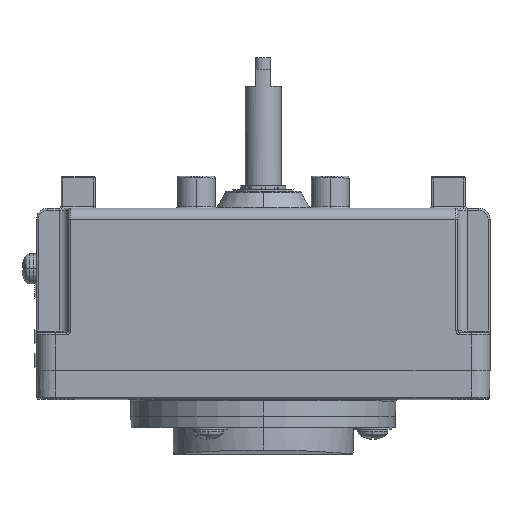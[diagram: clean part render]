
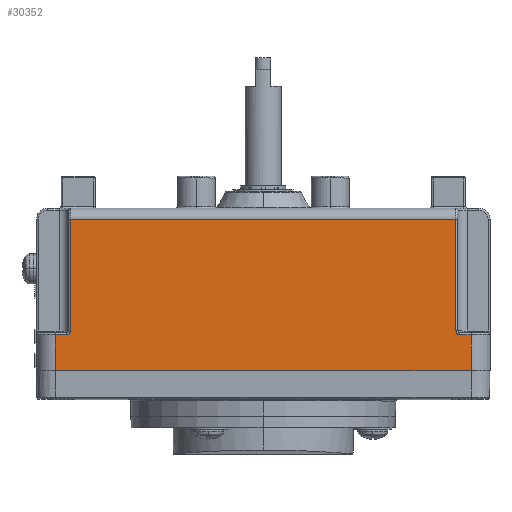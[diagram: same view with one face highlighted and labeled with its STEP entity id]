
A CAD part, top view. The second image highlights one B-rep face of the part: STEP entity #30352.
In plain terms, the highlighted planar face has unit normal (0, 0, 1).
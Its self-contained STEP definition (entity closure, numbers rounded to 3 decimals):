
#375 = PLANE ( 'NONE',  #16827 ) ;
#404 = DIRECTION ( 'NONE',  ( -1., 0., 0. ) ) ;
#790 = VECTOR ( 'NONE', #9682, 1000. ) ;
#1186 = CARTESIAN_POINT ( 'NONE',  ( 26.937, 12.5, 35.443 ) ) ;
#1384 = EDGE_CURVE ( 'NONE', #16032, #11768, #10301, .T. ) ;
#1703 = CARTESIAN_POINT ( 'NONE',  ( 26.937, 45., 35.443 ) ) ;
#1855 = CARTESIAN_POINT ( 'NONE',  ( 30.937, 45., 35.443 ) ) ;
#2372 = EDGE_CURVE ( 'NONE', #9228, #9987, #25530, .T. ) ;
#2431 = VECTOR ( 'NONE', #404, 1000. ) ;
#3148 = CARTESIAN_POINT ( 'NONE',  ( 27.937, 11.5, 35.443 ) ) ;
#3172 = ORIENTED_EDGE ( 'NONE', *, *, #5744, .T. ) ;
#4957 = VERTEX_POINT ( 'NONE', #3148 ) ;
#5117 = ORIENTED_EDGE ( 'NONE', *, *, #13154, .T. ) ;
#5222 = DIRECTION ( 'NONE',  ( -1., 0., 0. ) ) ;
#5744 = EDGE_CURVE ( 'NONE', #9228, #30336, #14591, .T. ) ;
#5768 = CARTESIAN_POINT ( 'NONE',  ( 30.937, 2., 35.443 ) ) ;
#6184 = LINE ( 'NONE', #1703, #790 ) ;
#6896 = DIRECTION ( 'NONE',  ( 0., 0., -1. ) ) ;
#6932 = VECTOR ( 'NONE', #12433, 1000. ) ;
#7754 = LINE ( 'NONE', #25615, #6932 ) ;
#8600 = VERTEX_POINT ( 'NONE', #26496 ) ;
#8809 = ORIENTED_EDGE ( 'NONE', *, *, #20337, .T. ) ;
#9050 = DIRECTION ( 'NONE',  ( 0., -1., 0. ) ) ;
#9228 = VERTEX_POINT ( 'NONE', #5768 ) ;
#9682 = DIRECTION ( 'NONE',  ( 0., 1., 0. ) ) ;
#9706 = DIRECTION ( 'NONE',  ( 0., 0., -1. ) ) ;
#9984 = VECTOR ( 'NONE', #9989, 1000. ) ;
#9987 = VERTEX_POINT ( 'NONE', #25684 ) ;
#9989 = DIRECTION ( 'NONE',  ( -1., 0., 0. ) ) ;
#10301 = CIRCLE ( 'NONE', #29977, 1. ) ;
#11005 = CARTESIAN_POINT ( 'NONE',  ( -84.063, 45., 35.443 ) ) ;
#11121 = DIRECTION ( 'NONE',  ( 0., 0., -1. ) ) ;
#11396 = EDGE_LOOP ( 'NONE', ( #3172, #5117, #32126, #23474, #30033, #26389, #17436, #26113, #8809, #25903 ) ) ;
#11768 = VERTEX_POINT ( 'NONE', #12105 ) ;
#12049 = CIRCLE ( 'NONE', #27295, 1. ) ;
#12105 = CARTESIAN_POINT ( 'NONE',  ( -76.063, 11.5, 35.443 ) ) ;
#12433 = DIRECTION ( 'NONE',  ( -1., 0., 0. ) ) ;
#12659 = CARTESIAN_POINT ( 'NONE',  ( -75.063, 45., 35.443 ) ) ;
#13154 = EDGE_CURVE ( 'NONE', #30336, #4957, #7754, .T. ) ;
#13626 = LINE ( 'NONE', #14232, #26877 ) ;
#14232 = CARTESIAN_POINT ( 'NONE',  ( -79.063, 45., 35.443 ) ) ;
#14591 = LINE ( 'NONE', #1855, #27866 ) ;
#14759 = EDGE_CURVE ( 'NONE', #15025, #16032, #28551, .T. ) ;
#14924 = EDGE_CURVE ( 'NONE', #11768, #8600, #29776, .T. ) ;
#15025 = VERTEX_POINT ( 'NONE', #22026 ) ;
#15843 = VERTEX_POINT ( 'NONE', #31748 ) ;
#16032 = VERTEX_POINT ( 'NONE', #22165 ) ;
#16185 = CARTESIAN_POINT ( 'NONE',  ( 30.937, 11.5, 35.443 ) ) ;
#16827 = AXIS2_PLACEMENT_3D ( 'NONE', #11005, #11121, #29640 ) ;
#17002 = LINE ( 'NONE', #20513, #9984 ) ;
#17436 = ORIENTED_EDGE ( 'NONE', *, *, #1384, .T. ) ;
#18892 = CARTESIAN_POINT ( 'NONE',  ( -79.063, 11.5, 35.443 ) ) ;
#19250 = EDGE_CURVE ( 'NONE', #15843, #15025, #17002, .T. ) ;
#20337 = EDGE_CURVE ( 'NONE', #8600, #9987, #13626, .T. ) ;
#20355 = VERTEX_POINT ( 'NONE', #1186 ) ;
#20513 = CARTESIAN_POINT ( 'NONE',  ( -84.063, 42., 35.443 ) ) ;
#20665 = VECTOR ( 'NONE', #31185, 1000. ) ;
#21051 = CARTESIAN_POINT ( 'NONE',  ( -84.063, 2., 35.443 ) ) ;
#21441 = EDGE_CURVE ( 'NONE', #4957, #20355, #12049, .T. ) ;
#21513 = FACE_OUTER_BOUND ( 'NONE', #11396, .T. ) ;
#22026 = CARTESIAN_POINT ( 'NONE',  ( -75.063, 42., 35.443 ) ) ;
#22165 = CARTESIAN_POINT ( 'NONE',  ( -75.063, 12.5, 35.443 ) ) ;
#22733 = CARTESIAN_POINT ( 'NONE',  ( 27.937, 12.5, 35.443 ) ) ;
#22919 = DIRECTION ( 'NONE',  ( 0., 1., 0. ) ) ;
#23474 = ORIENTED_EDGE ( 'NONE', *, *, #31028, .T. ) ;
#25378 = DIRECTION ( 'NONE',  ( -1., 0., 0. ) ) ;
#25530 = LINE ( 'NONE', #21051, #27207 ) ;
#25532 = CARTESIAN_POINT ( 'NONE',  ( -76.063, 12.5, 35.443 ) ) ;
#25615 = CARTESIAN_POINT ( 'NONE',  ( 27.937, 11.5, 35.443 ) ) ;
#25684 = CARTESIAN_POINT ( 'NONE',  ( -79.063, 2., 35.443 ) ) ;
#25903 = ORIENTED_EDGE ( 'NONE', *, *, #2372, .F. ) ;
#26113 = ORIENTED_EDGE ( 'NONE', *, *, #14924, .T. ) ;
#26389 = ORIENTED_EDGE ( 'NONE', *, *, #14759, .T. ) ;
#26496 = CARTESIAN_POINT ( 'NONE',  ( -79.063, 11.5, 35.443 ) ) ;
#26877 = VECTOR ( 'NONE', #9050, 1000. ) ;
#27207 = VECTOR ( 'NONE', #5222, 1000. ) ;
#27295 = AXIS2_PLACEMENT_3D ( 'NONE', #22733, #6896, #25378 ) ;
#27866 = VECTOR ( 'NONE', #22919, 1000. ) ;
#28227 = DIRECTION ( 'NONE',  ( -1., 0., 0. ) ) ;
#28551 = LINE ( 'NONE', #12659, #20665 ) ;
#29640 = DIRECTION ( 'NONE',  ( -1., 0., 0. ) ) ;
#29776 = LINE ( 'NONE', #18892, #2431 ) ;
#29977 = AXIS2_PLACEMENT_3D ( 'NONE', #25532, #9706, #28227 ) ;
#30033 = ORIENTED_EDGE ( 'NONE', *, *, #19250, .T. ) ;
#30336 = VERTEX_POINT ( 'NONE', #16185 ) ;
#30352 = ADVANCED_FACE ( 'NONE', ( #21513 ), #375, .F. ) ;
#31028 = EDGE_CURVE ( 'NONE', #20355, #15843, #6184, .T. ) ;
#31185 = DIRECTION ( 'NONE',  ( 0., -1., 0. ) ) ;
#31748 = CARTESIAN_POINT ( 'NONE',  ( 26.937, 42., 35.443 ) ) ;
#32126 = ORIENTED_EDGE ( 'NONE', *, *, #21441, .T. ) ;
